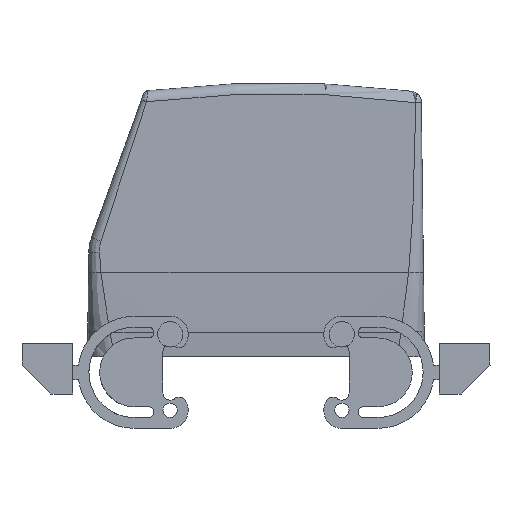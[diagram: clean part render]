
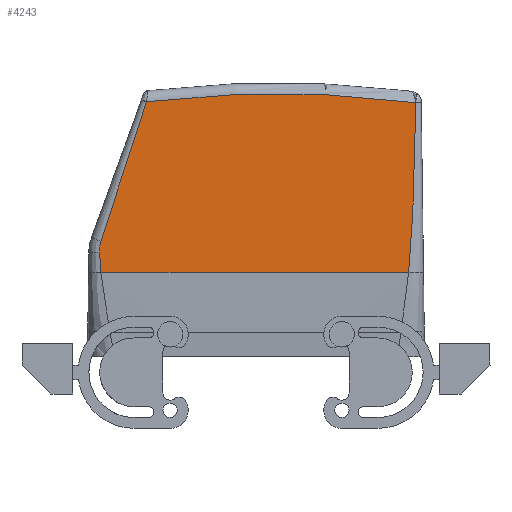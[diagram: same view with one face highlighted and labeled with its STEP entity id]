
A CAD part, left-side view. The second image highlights one B-rep face of the part: STEP entity #4243.
In plain terms, the highlighted planar face has unit normal (-1, 0, 0).
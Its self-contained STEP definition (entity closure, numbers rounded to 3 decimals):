
#4199=AXIS2_PLACEMENT_3D('Plane Axis2P3D',#4196,#4197,#4198) ;
#4203=AXIS2_PLACEMENT_3D('Circle Axis2P3D',#4201,#4202,$) ;
#2263=CARTESIAN_POINT('Vertex',(5.75,22.511,43.138)) ;
#2302=CARTESIAN_POINT('Line Origine',(5.75,64.519,43.138)) ;
#2306=CARTESIAN_POINT('Vertex',(5.75,107.691,43.138)) ;
#2863=CARTESIAN_POINT('Control Point',(5.75,108.021,48.761)) ;
#2864=CARTESIAN_POINT('Control Point',(5.75,107.972,47.639)) ;
#2865=CARTESIAN_POINT('Control Point',(5.75,107.921,46.514)) ;
#2866=CARTESIAN_POINT('Control Point',(5.75,107.859,45.389)) ;
#2867=CARTESIAN_POINT('Control Point',(5.75,107.783,44.263)) ;
#2868=CARTESIAN_POINT('Control Point',(5.75,107.691,43.138)) ;
#2869=CARTESIAN_POINT('Vertex',(5.75,108.021,48.761)) ;
#3743=CARTESIAN_POINT('Vertex',(5.75,20.514,90.128)) ;
#4087=CARTESIAN_POINT('Control Point',(5.75,20.514,90.128)) ;
#4088=CARTESIAN_POINT('Control Point',(5.75,20.515,90.061)) ;
#4089=CARTESIAN_POINT('Control Point',(5.75,20.517,89.995)) ;
#4090=CARTESIAN_POINT('Control Point',(5.75,20.518,89.927)) ;
#4091=CARTESIAN_POINT('Control Point',(5.75,20.521,89.722)) ;
#4092=CARTESIAN_POINT('Control Point',(5.75,20.525,89.501)) ;
#4093=CARTESIAN_POINT('Control Point',(5.75,20.527,89.397)) ;
#4094=CARTESIAN_POINT('Control Point',(5.75,20.53,89.172)) ;
#4095=CARTESIAN_POINT('Control Point',(5.75,20.534,88.947)) ;
#4096=CARTESIAN_POINT('Control Point',(5.75,20.537,88.789)) ;
#4097=CARTESIAN_POINT('Control Point',(5.75,20.542,88.474)) ;
#4098=CARTESIAN_POINT('Control Point',(5.75,20.548,88.159)) ;
#4099=CARTESIAN_POINT('Control Point',(5.75,20.551,88.001)) ;
#4100=CARTESIAN_POINT('Control Point',(5.75,20.562,87.37)) ;
#4101=CARTESIAN_POINT('Control Point',(5.75,20.573,86.738)) ;
#4102=CARTESIAN_POINT('Control Point',(5.75,20.582,86.264)) ;
#4103=CARTESIAN_POINT('Control Point',(5.75,20.6,85.317)) ;
#4104=CARTESIAN_POINT('Control Point',(5.75,20.619,84.369)) ;
#4105=CARTESIAN_POINT('Control Point',(5.75,20.628,83.895)) ;
#4106=CARTESIAN_POINT('Control Point',(5.75,20.658,82.474)) ;
#4107=CARTESIAN_POINT('Control Point',(5.75,20.689,81.053)) ;
#4108=CARTESIAN_POINT('Control Point',(5.75,20.711,80.106)) ;
#4109=CARTESIAN_POINT('Control Point',(5.75,20.791,76.815)) ;
#4110=CARTESIAN_POINT('Control Point',(5.75,20.882,73.526)) ;
#4111=CARTESIAN_POINT('Control Point',(5.75,20.953,71.184)) ;
#4112=CARTESIAN_POINT('Control Point',(5.75,21.092,66.865)) ;
#4113=CARTESIAN_POINT('Control Point',(5.75,21.253,62.548)) ;
#4114=CARTESIAN_POINT('Control Point',(5.75,21.331,60.572)) ;
#4115=CARTESIAN_POINT('Control Point',(5.75,21.461,57.603)) ;
#4116=CARTESIAN_POINT('Control Point',(5.75,21.615,54.635)) ;
#4117=CARTESIAN_POINT('Control Point',(5.75,21.669,53.662)) ;
#4118=CARTESIAN_POINT('Control Point',(5.75,21.83,50.96)) ;
#4119=CARTESIAN_POINT('Control Point',(5.75,22.029,48.26)) ;
#4120=CARTESIAN_POINT('Control Point',(5.75,22.173,46.552)) ;
#4121=CARTESIAN_POINT('Control Point',(5.75,22.334,44.845)) ;
#4122=CARTESIAN_POINT('Control Point',(5.75,22.511,43.138)) ;
#4196=CARTESIAN_POINT('Axis2P3D Location',(5.75,-1.309,-17.843)) ;
#4201=CARTESIAN_POINT('Axis2P3D Location',(5.75,58.75,-204.4)) ;
#4205=CARTESIAN_POINT('Vertex',(5.75,95.02,90.377)) ;
#4209=CARTESIAN_POINT('Control Point',(5.75,95.02,90.377)) ;
#4210=CARTESIAN_POINT('Control Point',(5.75,95.074,90.221)) ;
#4211=CARTESIAN_POINT('Control Point',(5.75,95.127,90.065)) ;
#4212=CARTESIAN_POINT('Control Point',(5.75,95.181,89.909)) ;
#4213=CARTESIAN_POINT('Control Point',(5.75,95.61,88.658)) ;
#4214=CARTESIAN_POINT('Control Point',(5.75,96.039,87.406)) ;
#4215=CARTESIAN_POINT('Control Point',(5.75,96.413,86.31)) ;
#4216=CARTESIAN_POINT('Control Point',(5.75,98.357,80.6)) ;
#4217=CARTESIAN_POINT('Control Point',(5.75,100.267,74.882)) ;
#4218=CARTESIAN_POINT('Control Point',(5.75,101.779,70.261)) ;
#4219=CARTESIAN_POINT('Control Point',(5.75,103.883,63.783)) ;
#4220=CARTESIAN_POINT('Control Point',(5.75,105.951,57.293)) ;
#4221=CARTESIAN_POINT('Control Point',(5.75,106.524,55.483)) ;
#4222=CARTESIAN_POINT('Control Point',(5.75,107.103,53.639)) ;
#4223=CARTESIAN_POINT('Control Point',(5.75,107.675,51.792)) ;
#4224=CARTESIAN_POINT('Vertex',(5.75,107.675,51.792)) ;
#4228=CARTESIAN_POINT('Control Point',(5.75,107.675,51.792)) ;
#4229=CARTESIAN_POINT('Control Point',(5.75,107.848,51.202)) ;
#4230=CARTESIAN_POINT('Control Point',(5.75,107.971,50.597)) ;
#4231=CARTESIAN_POINT('Control Point',(5.75,108.042,49.984)) ;
#4232=CARTESIAN_POINT('Control Point',(5.75,108.058,49.369)) ;
#4233=CARTESIAN_POINT('Control Point',(5.75,108.021,48.761)) ;
#2303=DIRECTION('Vector Direction',(0.,-1.,0.)) ;
#4197=DIRECTION('Axis2P3D Direction',(-1.,0.,0.)) ;
#4198=DIRECTION('Axis2P3D XDirection',(0.,-0.317,0.949)) ;
#4202=DIRECTION('Axis2P3D Direction',(-1.,0.,0.)) ;
#2304=VECTOR('Line Direction',#2303,1.) ;
#4236=ORIENTED_EDGE('',*,*,#4207,.T.) ;
#4237=ORIENTED_EDGE('',*,*,#4226,.F.) ;
#4238=ORIENTED_EDGE('',*,*,#4234,.F.) ;
#4239=ORIENTED_EDGE('',*,*,#2871,.F.) ;
#4240=ORIENTED_EDGE('',*,*,#2308,.T.) ;
#4241=ORIENTED_EDGE('',*,*,#4123,.T.) ;
#4243=ADVANCED_FACE('Hood',(#4242),#4200,.T.) ;
#2862=B_SPLINE_CURVE_WITH_KNOTS('',5,(#2863,#2864,#2865,#2866,#2867,#2868),.UNSPECIFIED.,.F.,.U.,(6,6),(81.523,87.149),.UNSPECIFIED.) ;
#4086=B_SPLINE_CURVE_WITH_KNOTS('',5,(#4087,#4088,#4089,#4090,#4091,#4092,#4093,#4094,#4095,#4096,#4097,#4098,#4099,#4100,#4101,#4102,#4103,#4104,#4105,#4106,#4107,#4108,#4109,#4110,#4111,#4112,#4113,#4114,#4115,#4116,#4117,#4118,#4119,#4120,#4121,#4122),.UNSPECIFIED.,.F.,.U.,(6,3,3,3,3,3,3,3,3,3,3,6),(8.249,8.589,8.929,9.717,10.506,12.88,15.254,20.001,31.754,41.679,46.667,55.257),.UNSPECIFIED.) ;
#4208=B_SPLINE_CURVE_WITH_KNOTS('',5,(#4209,#4210,#4211,#4212,#4213,#4214,#4215,#4216,#4217,#4218,#4219,#4220,#4221,#4222,#4223),.UNSPECIFIED.,.F.,.U.,(6,3,3,3,6),(0.,1.169,9.351,43.805,57.479),.UNSPECIFIED.) ;
#4227=B_SPLINE_CURVE_WITH_KNOTS('',5,(#4228,#4229,#4230,#4231,#4232,#4233),.UNSPECIFIED.,.F.,.U.,(6,6),(0.,4.34),.UNSPECIFIED.) ;
#4204=CIRCLE('generated circle',#4203,297.) ;
#2308=EDGE_CURVE('',#2307,#2264,#2305,.T.) ;
#2871=EDGE_CURVE('',#2307,#2870,#2862,.F.) ;
#4123=EDGE_CURVE('',#2264,#3744,#4086,.F.) ;
#4207=EDGE_CURVE('',#3744,#4206,#4204,.T.) ;
#4226=EDGE_CURVE('',#4225,#4206,#4208,.F.) ;
#4234=EDGE_CURVE('',#2870,#4225,#4227,.F.) ;
#4235=EDGE_LOOP('',(#4236,#4237,#4238,#4239,#4240,#4241)) ;
#4242=FACE_OUTER_BOUND('',#4235,.T.) ;
#2305=LINE('Line',#2302,#2304) ;
#4200=PLANE('',#4199) ;
#2264=VERTEX_POINT('',#2263) ;
#2307=VERTEX_POINT('',#2306) ;
#2870=VERTEX_POINT('',#2869) ;
#3744=VERTEX_POINT('',#3743) ;
#4206=VERTEX_POINT('',#4205) ;
#4225=VERTEX_POINT('',#4224) ;
